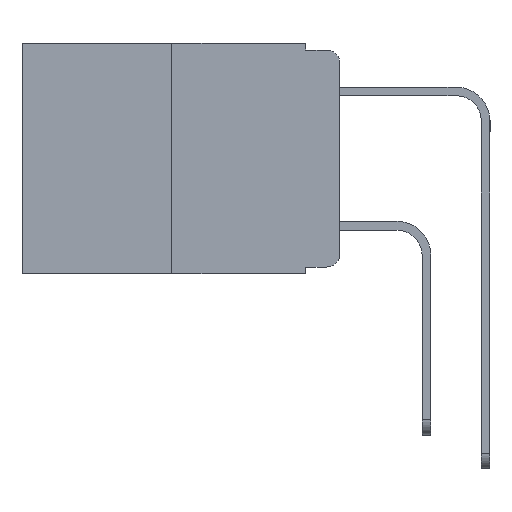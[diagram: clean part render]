
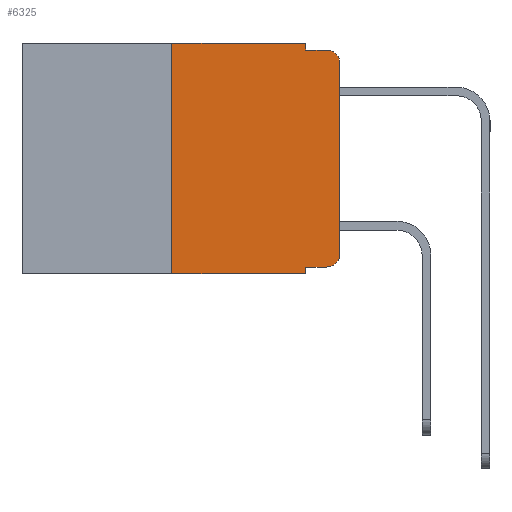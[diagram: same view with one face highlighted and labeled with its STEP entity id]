
A CAD part, left-side view. The second image highlights one B-rep face of the part: STEP entity #6325.
In plain terms, the highlighted planar face has unit normal (-1, 0, 0).
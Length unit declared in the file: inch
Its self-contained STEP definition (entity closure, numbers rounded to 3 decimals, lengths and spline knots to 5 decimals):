
#16 = EDGE_CURVE ( 'NONE', #7440, #9097, #10424, .T. ) ;
#28 = VECTOR ( 'NONE', #8450, 39.37008 ) ;
#177 = CARTESIAN_POINT ( 'NONE',  ( 0., 0., -0.03 ) ) ;
#341 = CARTESIAN_POINT ( 'NONE',  ( 0., 0., -0.313 ) ) ;
#685 = CARTESIAN_POINT ( 'NONE',  ( 0., 0.473, -0.343 ) ) ;
#718 = CARTESIAN_POINT ( 'NONE',  ( 0., 0.051, 0. ) ) ;
#1006 = LINE ( 'NONE', #13324, #7568 ) ;
#1372 = DIRECTION ( 'NONE',  ( 1., 0., 0. ) ) ;
#1407 = PLANE ( 'NONE',  #5524 ) ;
#1592 = DIRECTION ( 'NONE',  ( 0., 0., -1. ) ) ;
#2738 = EDGE_CURVE ( 'NONE', #11099, #9097, #10138, .T. ) ;
#2797 = CARTESIAN_POINT ( 'NONE',  ( 0., 0.051, -0.333 ) ) ;
#2911 = VECTOR ( 'NONE', #9872, 39.37008 ) ;
#2969 = DIRECTION ( 'NONE',  ( 0., 0., -1. ) ) ;
#3092 = ORIENTED_EDGE ( 'NONE', *, *, #5400, .T. ) ;
#3392 = DIRECTION ( 'NONE',  ( 0., -1., 0. ) ) ;
#3586 = CARTESIAN_POINT ( 'NONE',  ( 0., 0.473, 0. ) ) ;
#3974 = VECTOR ( 'NONE', #10802, 39.37008 ) ;
#4023 = CARTESIAN_POINT ( 'NONE',  ( 0., 0.473, 0. ) ) ;
#4377 = LINE ( 'NONE', #9564, #3974 ) ;
#4575 = DIRECTION ( 'NONE',  ( 0., -1., 0. ) ) ;
#4669 = CARTESIAN_POINT ( 'NONE',  ( 0., 0.02, -0.313 ) ) ;
#4904 = CARTESIAN_POINT ( 'NONE',  ( 0., 0.051, -0.333 ) ) ;
#5385 = ORIENTED_EDGE ( 'NONE', *, *, #6380, .F. ) ;
#5400 = EDGE_CURVE ( 'NONE', #14878, #11099, #6788, .T. ) ;
#5524 = AXIS2_PLACEMENT_3D ( 'NONE', #3586, #1372, #1592 ) ;
#5565 = LINE ( 'NONE', #4023, #14941 ) ;
#5888 = ORIENTED_EDGE ( 'NONE', *, *, #6573, .T. ) ;
#5920 = CARTESIAN_POINT ( 'NONE',  ( 0., 0.02, -0.03 ) ) ;
#6069 = AXIS2_PLACEMENT_3D ( 'NONE', #4669, #14106, #6159 ) ;
#6159 = DIRECTION ( 'NONE',  ( 0., 0., -1. ) ) ;
#6325 = ADVANCED_FACE ( 'NONE', ( #15671 ), #1407, .F. ) ;
#6380 = EDGE_CURVE ( 'NONE', #8468, #12734, #5565, .T. ) ;
#6521 = ORIENTED_EDGE ( 'NONE', *, *, #2738, .T. ) ;
#6573 = EDGE_CURVE ( 'NONE', #15199, #14878, #9523, .T. ) ;
#6619 = ORIENTED_EDGE ( 'NONE', *, *, #13165, .F. ) ;
#6788 = LINE ( 'NONE', #9869, #2911 ) ;
#6869 = CARTESIAN_POINT ( 'NONE',  ( 0., 0.02, -0.333 ) ) ;
#7209 = DIRECTION ( 'NONE',  ( 0., 0., -1. ) ) ;
#7440 = VERTEX_POINT ( 'NONE', #15575 ) ;
#7568 = VECTOR ( 'NONE', #7209, 39.37008 ) ;
#8031 = ORIENTED_EDGE ( 'NONE', *, *, #9138, .F. ) ;
#8152 = EDGE_CURVE ( 'NONE', #8739, #9726, #11398, .T. ) ;
#8250 = EDGE_CURVE ( 'NONE', #12349, #15199, #12700, .T. ) ;
#8323 = DIRECTION ( 'NONE',  ( -1., 0., 0. ) ) ;
#8450 = DIRECTION ( 'NONE',  ( 0., -1., 0. ) ) ;
#8468 = VERTEX_POINT ( 'NONE', #12804 ) ;
#8680 = CARTESIAN_POINT ( 'NONE',  ( 0., 0.25, -0.343 ) ) ;
#8739 = VERTEX_POINT ( 'NONE', #8680 ) ;
#9097 = VERTEX_POINT ( 'NONE', #11807 ) ;
#9138 = EDGE_CURVE ( 'NONE', #12349, #9726, #11198, .T. ) ;
#9195 = ORIENTED_EDGE ( 'NONE', *, *, #8152, .T. ) ;
#9397 = CARTESIAN_POINT ( 'NONE',  ( 0., 0.051, 0. ) ) ;
#9462 = VECTOR ( 'NONE', #12405, 39.37008 ) ;
#9523 = CIRCLE ( 'NONE', #6069, 0.02 ) ;
#9564 = CARTESIAN_POINT ( 'NONE',  ( 0., 0.25, 0. ) ) ;
#9623 = CARTESIAN_POINT ( 'NONE',  ( 0., 0.051, -0.01 ) ) ;
#9726 = VERTEX_POINT ( 'NONE', #13782 ) ;
#9869 = CARTESIAN_POINT ( 'NONE',  ( 0., 0., 0. ) ) ;
#9872 = DIRECTION ( 'NONE',  ( 0., 0., 1. ) ) ;
#10138 = CIRCLE ( 'NONE', #10156, 0.02 ) ;
#10156 = AXIS2_PLACEMENT_3D ( 'NONE', #5920, #8323, #10984 ) ;
#10424 = LINE ( 'NONE', #9623, #28 ) ;
#10802 = DIRECTION ( 'NONE',  ( 0., 0., 1. ) ) ;
#10984 = DIRECTION ( 'NONE',  ( 0., 0., -1. ) ) ;
#11099 = VERTEX_POINT ( 'NONE', #177 ) ;
#11136 = ORIENTED_EDGE ( 'NONE', *, *, #8250, .T. ) ;
#11198 = LINE ( 'NONE', #9397, #13594 ) ;
#11398 = LINE ( 'NONE', #685, #14524 ) ;
#11807 = CARTESIAN_POINT ( 'NONE',  ( 0., 0.02, -0.01 ) ) ;
#12349 = VERTEX_POINT ( 'NONE', #2797 ) ;
#12405 = DIRECTION ( 'NONE',  ( 0., -1., 0. ) ) ;
#12408 = EDGE_CURVE ( 'NONE', #8739, #8468, #4377, .T. ) ;
#12700 = LINE ( 'NONE', #4904, #9462 ) ;
#12734 = VERTEX_POINT ( 'NONE', #718 ) ;
#12804 = CARTESIAN_POINT ( 'NONE',  ( 0., 0.25, 0. ) ) ;
#13165 = EDGE_CURVE ( 'NONE', #12734, #7440, #1006, .T. ) ;
#13202 = ORIENTED_EDGE ( 'NONE', *, *, #12408, .F. ) ;
#13324 = CARTESIAN_POINT ( 'NONE',  ( 0., 0.051, 0. ) ) ;
#13594 = VECTOR ( 'NONE', #2969, 39.37008 ) ;
#13782 = CARTESIAN_POINT ( 'NONE',  ( 0., 0.051, -0.343 ) ) ;
#14106 = DIRECTION ( 'NONE',  ( -1., 0., 0. ) ) ;
#14243 = ORIENTED_EDGE ( 'NONE', *, *, #16, .F. ) ;
#14524 = VECTOR ( 'NONE', #3392, 39.37008 ) ;
#14878 = VERTEX_POINT ( 'NONE', #341 ) ;
#14941 = VECTOR ( 'NONE', #4575, 39.37008 ) ;
#15199 = VERTEX_POINT ( 'NONE', #6869 ) ;
#15311 = EDGE_LOOP ( 'NONE', ( #3092, #6521, #14243, #6619, #5385, #13202, #9195, #8031, #11136, #5888 ) ) ;
#15575 = CARTESIAN_POINT ( 'NONE',  ( 0., 0.051, -0.01 ) ) ;
#15671 = FACE_OUTER_BOUND ( 'NONE', #15311, .T. ) ;
